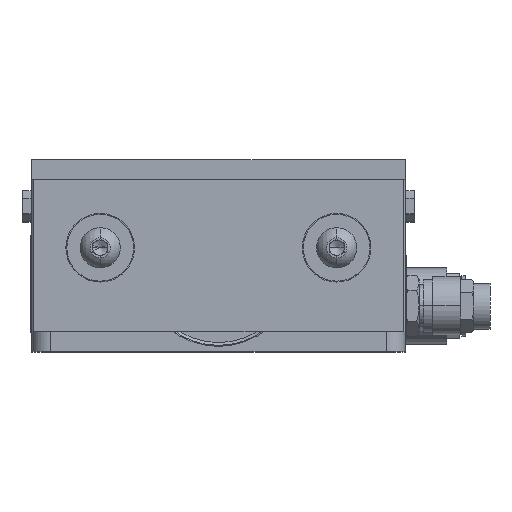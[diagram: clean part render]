
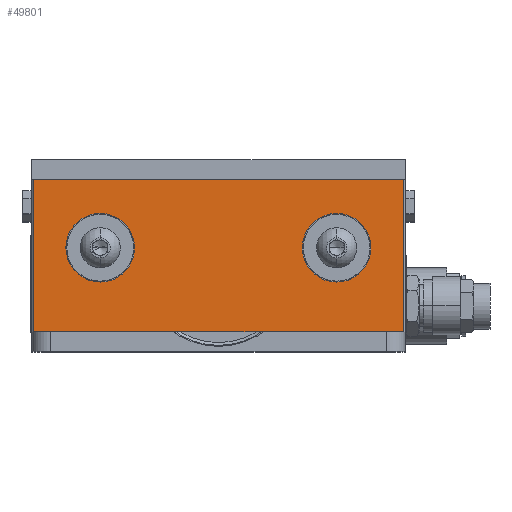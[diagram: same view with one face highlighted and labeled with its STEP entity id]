
A CAD part, top view. The second image highlights one B-rep face of the part: STEP entity #49801.
In plain terms, the highlighted planar face has unit normal (0, 0, 1).
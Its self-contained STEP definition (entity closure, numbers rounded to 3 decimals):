
#2002 = CARTESIAN_POINT ( 'NONE',  ( -22., 27., 197. ) ) ;
#2312 = FACE_OUTER_BOUND ( 'NONE', #40957, .T. ) ;
#2424 = CARTESIAN_POINT ( 'NONE',  ( 22., 27., 197. ) ) ;
#3645 = CARTESIAN_POINT ( 'NONE',  ( 31., 27., 197. ) ) ;
#4115 = CARTESIAN_POINT ( 'NONE',  ( 49., 5., 197. ) ) ;
#5580 = EDGE_LOOP ( 'NONE', ( #34978, #7739 ) ) ;
#5627 = VECTOR ( 'NONE', #45576, 1000. ) ;
#5670 = CARTESIAN_POINT ( 'NONE',  ( -48.5, 5., 197. ) ) ;
#5787 = AXIS2_PLACEMENT_3D ( 'NONE', #41024, #15065, #45399 ) ;
#6035 = AXIS2_PLACEMENT_3D ( 'NONE', #35717, #36430, #6106 ) ;
#6106 = DIRECTION ( 'NONE',  ( -1., 0., 0. ) ) ;
#6398 = CARTESIAN_POINT ( 'NONE',  ( 48.5, 45., 197. ) ) ;
#7000 = LINE ( 'NONE', #49938, #5627 ) ;
#7068 = VERTEX_POINT ( 'NONE', #54693 ) ;
#7739 = ORIENTED_EDGE ( 'NONE', *, *, #18172, .T. ) ;
#7950 = AXIS2_PLACEMENT_3D ( 'NONE', #4115, #13040, #43360 ) ;
#7987 = VECTOR ( 'NONE', #15796, 1000. ) ;
#8022 = DIRECTION ( 'NONE',  ( -1., 0., 0. ) ) ;
#8673 = PLANE ( 'NONE',  #7950 ) ;
#8812 = VECTOR ( 'NONE', #43623, 1000. ) ;
#8939 = CARTESIAN_POINT ( 'NONE',  ( 49., 5., 197. ) ) ;
#9125 = EDGE_LOOP ( 'NONE', ( #55309, #33244 ) ) ;
#12404 = VERTEX_POINT ( 'NONE', #23135 ) ;
#12540 = EDGE_CURVE ( 'NONE', #32314, #37314, #32657, .T. ) ;
#13040 = DIRECTION ( 'NONE',  ( 0., 0., -1. ) ) ;
#13880 = DIRECTION ( 'NONE',  ( 0., 0., -1. ) ) ;
#14718 = LINE ( 'NONE', #37388, #7987 ) ;
#15065 = DIRECTION ( 'NONE',  ( 0., 0., -1. ) ) ;
#15796 = DIRECTION ( 'NONE',  ( 1., 0., 0. ) ) ;
#18172 = EDGE_CURVE ( 'NONE', #52301, #7068, #21335, .T. ) ;
#18562 = LINE ( 'NONE', #40714, #35548 ) ;
#20519 = CIRCLE ( 'NONE', #49409, 9. ) ;
#21335 = CIRCLE ( 'NONE', #38880, 9. ) ;
#22307 = EDGE_CURVE ( 'NONE', #36178, #37315, #14718, .T. ) ;
#22605 = EDGE_CURVE ( 'NONE', #12404, #45065, #43413, .T. ) ;
#23135 = CARTESIAN_POINT ( 'NONE',  ( 48.5, 5., 197. ) ) ;
#24900 = ORIENTED_EDGE ( 'NONE', *, *, #22605, .F. ) ;
#26030 = EDGE_CURVE ( 'NONE', #37314, #32314, #51775, .T. ) ;
#26277 = EDGE_CURVE ( 'NONE', #7068, #52301, #20519, .T. ) ;
#26767 = FACE_BOUND ( 'NONE', #9125, .T. ) ;
#27837 = DIRECTION ( 'NONE',  ( 0., -1., 0. ) ) ;
#30676 = EDGE_CURVE ( 'NONE', #12404, #37315, #7000, .T. ) ;
#32314 = VERTEX_POINT ( 'NONE', #39141 ) ;
#32657 = CIRCLE ( 'NONE', #6035, 9. ) ;
#33244 = ORIENTED_EDGE ( 'NONE', *, *, #12540, .T. ) ;
#33977 = DIRECTION ( 'NONE',  ( 0., 0., -1. ) ) ;
#34978 = ORIENTED_EDGE ( 'NONE', *, *, #26277, .T. ) ;
#35548 = VECTOR ( 'NONE', #27837, 1000. ) ;
#35717 = CARTESIAN_POINT ( 'NONE',  ( -31., 27., 197. ) ) ;
#36178 = VERTEX_POINT ( 'NONE', #44832 ) ;
#36430 = DIRECTION ( 'NONE',  ( 0., 0., -1. ) ) ;
#37314 = VERTEX_POINT ( 'NONE', #2002 ) ;
#37315 = VERTEX_POINT ( 'NONE', #6398 ) ;
#37388 = CARTESIAN_POINT ( 'NONE',  ( 49., 45., 197. ) ) ;
#37473 = ORIENTED_EDGE ( 'NONE', *, *, #40194, .T. ) ;
#38880 = AXIS2_PLACEMENT_3D ( 'NONE', #39837, #13880, #44221 ) ;
#39141 = CARTESIAN_POINT ( 'NONE',  ( -40., 27., 197. ) ) ;
#39837 = CARTESIAN_POINT ( 'NONE',  ( 31., 27., 197. ) ) ;
#40194 = EDGE_CURVE ( 'NONE', #36178, #45065, #18562, .T. ) ;
#40714 = CARTESIAN_POINT ( 'NONE',  ( -48.5, 5., 197. ) ) ;
#40957 = EDGE_LOOP ( 'NONE', ( #24900, #54502, #44070, #37473 ) ) ;
#41024 = CARTESIAN_POINT ( 'NONE',  ( -31., 27., 197. ) ) ;
#43360 = DIRECTION ( 'NONE',  ( -1., 0., 0. ) ) ;
#43413 = LINE ( 'NONE', #8939, #8812 ) ;
#43623 = DIRECTION ( 'NONE',  ( -1., 0., 0. ) ) ;
#44070 = ORIENTED_EDGE ( 'NONE', *, *, #22307, .F. ) ;
#44221 = DIRECTION ( 'NONE',  ( -1., 0., 0. ) ) ;
#44832 = CARTESIAN_POINT ( 'NONE',  ( -48.5, 45., 197. ) ) ;
#45065 = VERTEX_POINT ( 'NONE', #5670 ) ;
#45399 = DIRECTION ( 'NONE',  ( -1., 0., 0. ) ) ;
#45576 = DIRECTION ( 'NONE',  ( 0., 1., 0. ) ) ;
#48461 = FACE_BOUND ( 'NONE', #5580, .T. ) ;
#49409 = AXIS2_PLACEMENT_3D ( 'NONE', #3645, #33977, #8022 ) ;
#49801 = ADVANCED_FACE ( 'NONE', ( #26767, #48461, #2312 ), #8673, .F. ) ;
#49938 = CARTESIAN_POINT ( 'NONE',  ( 48.5, 5., 197. ) ) ;
#51775 = CIRCLE ( 'NONE', #5787, 9. ) ;
#52301 = VERTEX_POINT ( 'NONE', #2424 ) ;
#54502 = ORIENTED_EDGE ( 'NONE', *, *, #30676, .T. ) ;
#54693 = CARTESIAN_POINT ( 'NONE',  ( 40., 27., 197. ) ) ;
#55309 = ORIENTED_EDGE ( 'NONE', *, *, #26030, .T. ) ;
